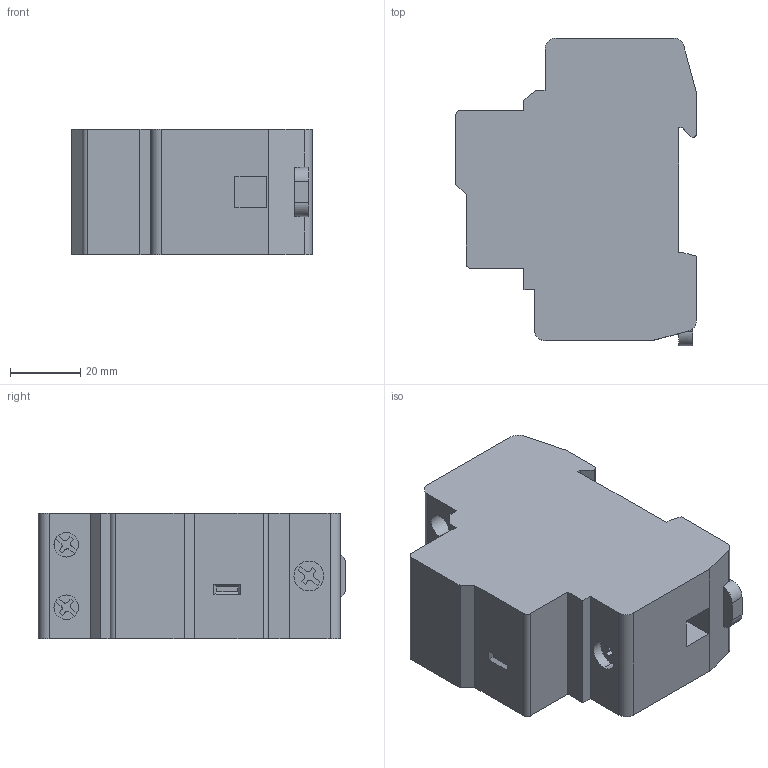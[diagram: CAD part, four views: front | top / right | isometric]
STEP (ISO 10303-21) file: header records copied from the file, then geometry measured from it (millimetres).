
FILE_DESCRIPTION((''),'2;1');
FILE_NAME('B80002801','2017-03-30T',('FRJEGUI'),(''),'CREO PARAMETRIC BY PTC INC, 2016380','CREO PARAMETRIC BY PTC INC, 2016380','');
FILE_SCHEMA(('CONFIG_CONTROL_DESIGN'));
Length unit declared in the file: millimetre
Products named in the file (1): B80002801
Bounding box: 68.4 x 87.5 x 35.6 mm (x, y, z)
Volume: 161921 mm3; surface area: 22404.2 mm2
Topology: 1 solids, 1 shells, 118 faces, 324 edges, 216 vertices
Faces by surface type: plane 88, cylinder 30
Entity records: 3779 total; most frequent: CARTESIAN_POINT 665, ORIENTED_EDGE 648, DIRECTION 628, EDGE_CURVE 324, VECTOR 252, LINE 252, VERTEX_POINT 216, AXIS2_PLACEMENT_3D 188
